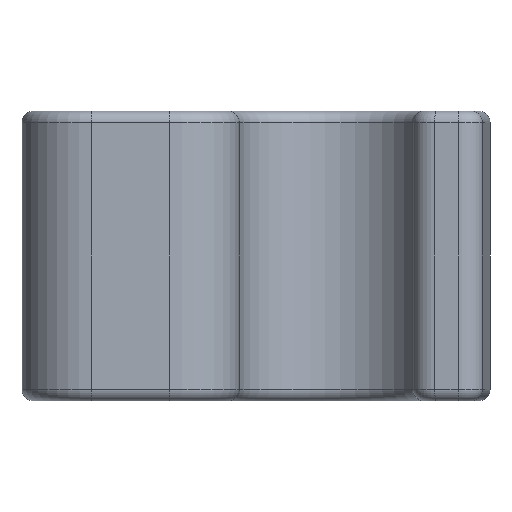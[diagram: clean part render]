
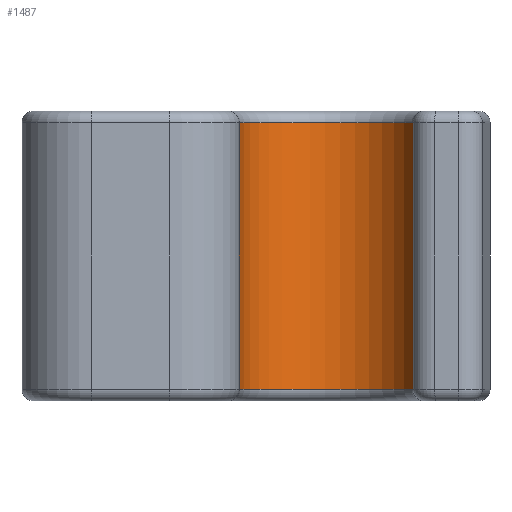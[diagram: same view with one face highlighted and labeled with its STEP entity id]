
A CAD part, front view. The second image highlights one B-rep face of the part: STEP entity #1487.
In plain terms, the highlighted cylindrical face has radius 7.83 mm (diameter 15.66 mm), a partial arc.
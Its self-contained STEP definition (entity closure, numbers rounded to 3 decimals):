
#562 = VERTEX_POINT('',#563);
#563 = CARTESIAN_POINT('',(0.,0.,-11.5));
#614 = VERTEX_POINT('',#615);
#615 = CARTESIAN_POINT('',(15.649,-0.426,-11.5));
#622 = EDGE_CURVE('',#562,#614,#623,.T.);
#623 = CIRCLE('',#624,7.83);
#624 = AXIS2_PLACEMENT_3D('',#625,#626,#627);
#625 = CARTESIAN_POINT('',(7.83,0.,-11.5));
#626 = DIRECTION('',(0.,0.,-1.));
#627 = DIRECTION('',(-1.,0.,0.));
#1378 = VERTEX_POINT('',#1379);
#1379 = CARTESIAN_POINT('',(0.,0.,11.5));
#1385 = EDGE_CURVE('',#562,#1378,#1386,.T.);
#1386 = LINE('',#1387,#1388);
#1387 = CARTESIAN_POINT('',(0.,0.,-12.5));
#1388 = VECTOR('',#1389,1.);
#1389 = DIRECTION('',(0.,0.,1.));
#1487 = ADVANCED_FACE('',(#1488),#1507,.F.);
#1488 = FACE_BOUND('',#1489,.T.);
#1489 = EDGE_LOOP('',(#1490,#1498,#1505,#1506));
#1490 = ORIENTED_EDGE('',*,*,#1491,.T.);
#1491 = EDGE_CURVE('',#614,#1492,#1494,.T.);
#1492 = VERTEX_POINT('',#1493);
#1493 = CARTESIAN_POINT('',(15.649,-0.426,11.5));
#1494 = LINE('',#1495,#1496);
#1495 = CARTESIAN_POINT('',(15.649,-0.426,-12.5));
#1496 = VECTOR('',#1497,1.);
#1497 = DIRECTION('',(0.,0.,1.));
#1498 = ORIENTED_EDGE('',*,*,#1499,.F.);
#1499 = EDGE_CURVE('',#1378,#1492,#1500,.T.);
#1500 = CIRCLE('',#1501,7.83);
#1501 = AXIS2_PLACEMENT_3D('',#1502,#1503,#1504);
#1502 = CARTESIAN_POINT('',(7.83,0.,11.5));
#1503 = DIRECTION('',(0.,0.,-1.));
#1504 = DIRECTION('',(-1.,0.,0.));
#1505 = ORIENTED_EDGE('',*,*,#1385,.F.);
#1506 = ORIENTED_EDGE('',*,*,#622,.T.);
#1507 = CYLINDRICAL_SURFACE('',#1508,7.83);
#1508 = AXIS2_PLACEMENT_3D('',#1509,#1510,#1511);
#1509 = CARTESIAN_POINT('',(7.83,0.,-12.5));
#1510 = DIRECTION('',(-0.,-0.,-1.));
#1511 = DIRECTION('',(1.,0.,0.));
